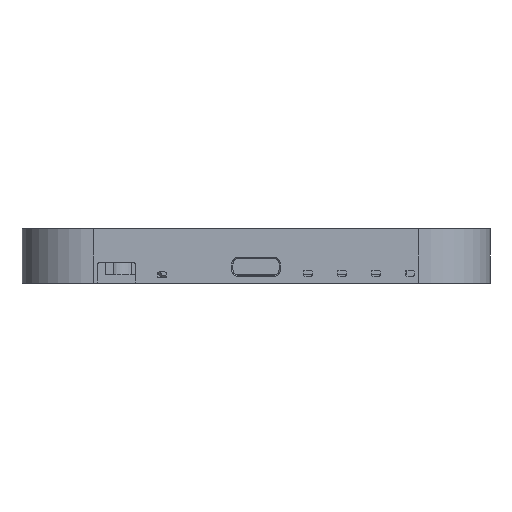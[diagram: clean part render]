
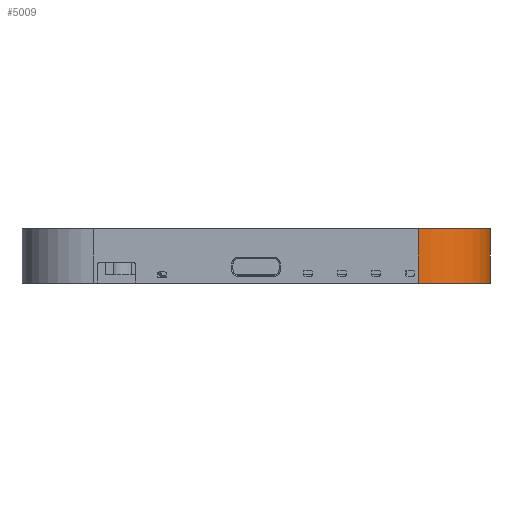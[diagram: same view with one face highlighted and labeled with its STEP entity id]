
A CAD part, front view. The second image highlights one B-rep face of the part: STEP entity #5009.
In plain terms, the highlighted cylindrical face has radius 14.039 mm (diameter 28.079 mm), a partial arc.
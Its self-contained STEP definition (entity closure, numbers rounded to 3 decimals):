
#85 = CARTESIAN_POINT ( 'NONE',  ( 127.218, -44.539, -96.044 ) ) ;
#638 = DIRECTION ( 'NONE',  ( 0., 0., 1. ) ) ;
#1198 = DIRECTION ( 'NONE',  ( 0., 0., -1. ) ) ;
#1212 = ORIENTED_EDGE ( 'NONE', *, *, #12401, .T. ) ;
#1680 = VERTEX_POINT ( 'NONE', #10241 ) ;
#1894 = VERTEX_POINT ( 'NONE', #6958 ) ;
#3539 = CARTESIAN_POINT ( 'NONE',  ( 127.218, -44.539, -106.644 ) ) ;
#3629 = LINE ( 'NONE', #9613, #6731 ) ;
#3713 = AXIS2_PLACEMENT_3D ( 'NONE', #3539, #4711, #6679 ) ;
#4112 = DIRECTION ( 'NONE',  ( 0., 0., -1. ) ) ;
#4333 = VERTEX_POINT ( 'NONE', #5977 ) ;
#4497 = DIRECTION ( 'NONE',  ( 1., 0., 0. ) ) ;
#4711 = DIRECTION ( 'NONE',  ( 0., 0., 1. ) ) ;
#5009 = ADVANCED_FACE ( 'NONE', ( #6054 ), #10626, .T. ) ;
#5109 = CIRCLE ( 'NONE', #3713, 14.039 ) ;
#5167 = ORIENTED_EDGE ( 'NONE', *, *, #9686, .F. ) ;
#5240 = EDGE_CURVE ( 'NONE', #4333, #1894, #9759, .T. ) ;
#5940 = LINE ( 'NONE', #7986, #10593 ) ;
#5977 = CARTESIAN_POINT ( 'NONE',  ( 127.222, -58.578, -96.044 ) ) ;
#6054 = FACE_OUTER_BOUND ( 'NONE', #7070, .T. ) ;
#6670 = CARTESIAN_POINT ( 'NONE',  ( 141.258, -44.541, -106.644 ) ) ;
#6679 = DIRECTION ( 'NONE',  ( 1., 0., 0. ) ) ;
#6731 = VECTOR ( 'NONE', #12331, 1000. ) ;
#6958 = CARTESIAN_POINT ( 'NONE',  ( 141.258, -44.541, -96.044 ) ) ;
#7070 = EDGE_LOOP ( 'NONE', ( #9037, #5167, #12328, #1212 ) ) ;
#7637 = AXIS2_PLACEMENT_3D ( 'NONE', #85, #4112, #9853 ) ;
#7986 = CARTESIAN_POINT ( 'NONE',  ( 127.222, -58.578, -96.044 ) ) ;
#8949 = EDGE_CURVE ( 'NONE', #1680, #12346, #5109, .T. ) ;
#9037 = ORIENTED_EDGE ( 'NONE', *, *, #8949, .T. ) ;
#9613 = CARTESIAN_POINT ( 'NONE',  ( 141.258, -44.541, -96.044 ) ) ;
#9686 = EDGE_CURVE ( 'NONE', #1894, #12346, #3629, .T. ) ;
#9759 = CIRCLE ( 'NONE', #11981, 14.039 ) ;
#9853 = DIRECTION ( 'NONE',  ( -1., 0., 0. ) ) ;
#10241 = CARTESIAN_POINT ( 'NONE',  ( 127.222, -58.578, -106.644 ) ) ;
#10345 = CARTESIAN_POINT ( 'NONE',  ( 127.218, -44.539, -96.044 ) ) ;
#10593 = VECTOR ( 'NONE', #1198, 1000. ) ;
#10626 = CYLINDRICAL_SURFACE ( 'NONE', #7637, 14.039 ) ;
#11981 = AXIS2_PLACEMENT_3D ( 'NONE', #10345, #638, #4497 ) ;
#12328 = ORIENTED_EDGE ( 'NONE', *, *, #5240, .F. ) ;
#12331 = DIRECTION ( 'NONE',  ( 0., 0., -1. ) ) ;
#12346 = VERTEX_POINT ( 'NONE', #6670 ) ;
#12401 = EDGE_CURVE ( 'NONE', #4333, #1680, #5940, .T. ) ;
